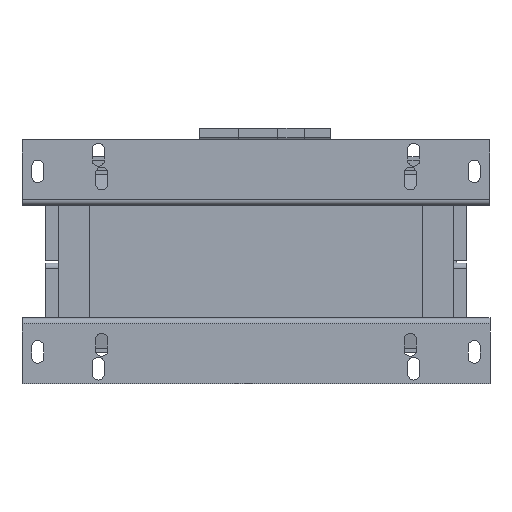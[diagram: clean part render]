
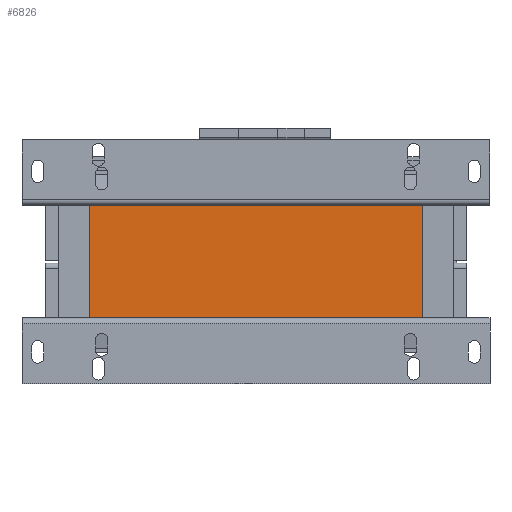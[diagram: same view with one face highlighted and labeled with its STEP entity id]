
A CAD part, front view. The second image highlights one B-rep face of the part: STEP entity #6826.
In plain terms, the highlighted planar face has unit normal (0, -1, 0).
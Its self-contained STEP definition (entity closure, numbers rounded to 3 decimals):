
#20 = EDGE_CURVE ( 'NONE', #15250, #5305, #15237, .T. ) ;
#97 = CARTESIAN_POINT ( 'NONE',  ( -95., -95.001, 32. ) ) ;
#842 = VECTOR ( 'NONE', #11336, 1000. ) ;
#1054 = CARTESIAN_POINT ( 'NONE',  ( -95., -95., 32. ) ) ;
#1076 = VECTOR ( 'NONE', #15333, 1000. ) ;
#1692 = CARTESIAN_POINT ( 'NONE',  ( -95., -95.001, 32. ) ) ;
#1999 = VERTEX_POINT ( 'NONE', #14181 ) ;
#2274 = DIRECTION ( 'NONE',  ( 0., 0., 1. ) ) ;
#2810 = VECTOR ( 'NONE', #6736, 1000. ) ;
#3097 = ORIENTED_EDGE ( 'NONE', *, *, #7170, .T. ) ;
#4470 = ORIENTED_EDGE ( 'NONE', *, *, #6984, .T. ) ;
#4726 = VECTOR ( 'NONE', #16158, 1000. ) ;
#4978 = EDGE_LOOP ( 'NONE', ( #3097, #7124, #12555, #4470 ) ) ;
#5226 = PLANE ( 'NONE',  #11345 ) ;
#5305 = VERTEX_POINT ( 'NONE', #10192 ) ;
#5331 = LINE ( 'NONE', #12125, #4726 ) ;
#5874 = VERTEX_POINT ( 'NONE', #10542 ) ;
#6597 = FACE_OUTER_BOUND ( 'NONE', #4978, .T. ) ;
#6736 = DIRECTION ( 'NONE',  ( 0., 0., -1. ) ) ;
#6826 = ADVANCED_FACE ( 'NONE', ( #6597 ), #5226, .F. ) ;
#6905 = EDGE_CURVE ( 'NONE', #5305, #5874, #5331, .T. ) ;
#6984 = EDGE_CURVE ( 'NONE', #15250, #1999, #14027, .T. ) ;
#7124 = ORIENTED_EDGE ( 'NONE', *, *, #6905, .F. ) ;
#7170 = EDGE_CURVE ( 'NONE', #1999, #5874, #9971, .T. ) ;
#9868 = CARTESIAN_POINT ( 'NONE',  ( -95., -95.001, -32. ) ) ;
#9971 = LINE ( 'NONE', #9868, #1076 ) ;
#10192 = CARTESIAN_POINT ( 'NONE',  ( 95., -95.001, 32. ) ) ;
#10542 = CARTESIAN_POINT ( 'NONE',  ( 95., -95.001, -32. ) ) ;
#11336 = DIRECTION ( 'NONE',  ( 1., 0., 0. ) ) ;
#11345 = AXIS2_PLACEMENT_3D ( 'NONE', #17302, #11953, #2274 ) ;
#11953 = DIRECTION ( 'NONE',  ( 0., 1., 0. ) ) ;
#12125 = CARTESIAN_POINT ( 'NONE',  ( 95., -95.001, 32. ) ) ;
#12555 = ORIENTED_EDGE ( 'NONE', *, *, #20, .F. ) ;
#14027 = LINE ( 'NONE', #97, #2810 ) ;
#14181 = CARTESIAN_POINT ( 'NONE',  ( -95., -95.001, -32. ) ) ;
#15237 = LINE ( 'NONE', #1692, #842 ) ;
#15250 = VERTEX_POINT ( 'NONE', #1054 ) ;
#15333 = DIRECTION ( 'NONE',  ( 1., 0., 0. ) ) ;
#16158 = DIRECTION ( 'NONE',  ( 0., 0., -1. ) ) ;
#17302 = CARTESIAN_POINT ( 'NONE',  ( -95., -95.001, 32. ) ) ;
